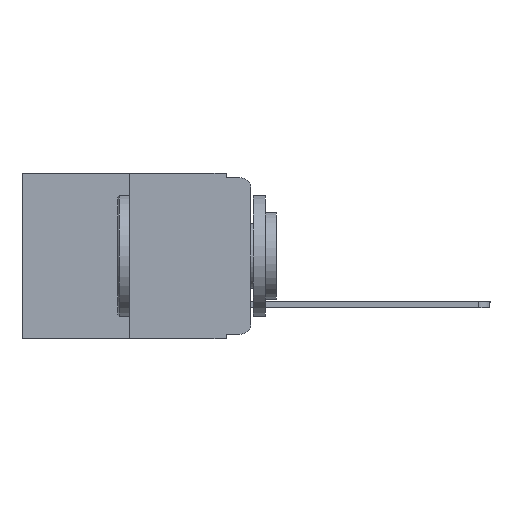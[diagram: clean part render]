
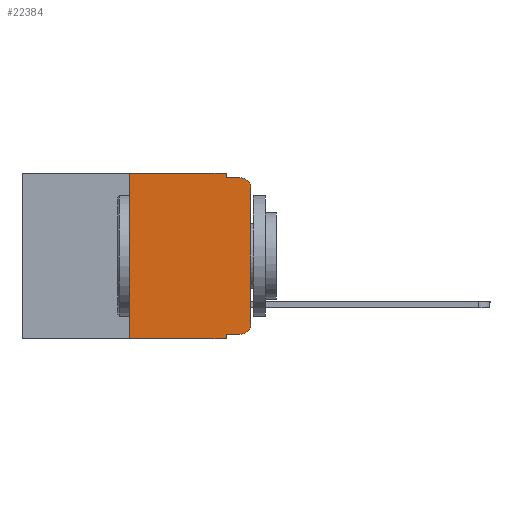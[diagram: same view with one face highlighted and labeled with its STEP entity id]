
A CAD part, left-side view. The second image highlights one B-rep face of the part: STEP entity #22384.
In plain terms, the highlighted planar face has unit normal (-1, 0, 0).
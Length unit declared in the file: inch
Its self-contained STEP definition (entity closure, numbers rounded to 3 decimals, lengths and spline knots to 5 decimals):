
#88 = EDGE_CURVE ( 'NONE', #21255, #17737, #20000, .T. ) ;
#432 = CARTESIAN_POINT ( 'NONE',  ( 0., 0.02, -0.313 ) ) ;
#456 = AXIS2_PLACEMENT_3D ( 'NONE', #432, #18036, #19690 ) ;
#459 = DIRECTION ( 'NONE',  ( 0., 0., -1. ) ) ;
#476 = VECTOR ( 'NONE', #6630, 39.37008 ) ;
#928 = VERTEX_POINT ( 'NONE', #11139 ) ;
#1160 = PLANE ( 'NONE',  #21232 ) ;
#1249 = LINE ( 'NONE', #15104, #5625 ) ;
#1307 = CARTESIAN_POINT ( 'NONE',  ( 0., 0.25, -0.343 ) ) ;
#2046 = ORIENTED_EDGE ( 'NONE', *, *, #17962, .T. ) ;
#2139 = VERTEX_POINT ( 'NONE', #11858 ) ;
#2155 = LINE ( 'NONE', #16015, #9545 ) ;
#2256 = DIRECTION ( 'NONE',  ( 0., 0., 1. ) ) ;
#3025 = CARTESIAN_POINT ( 'NONE',  ( 0., 0.051, -0.333 ) ) ;
#3038 = ORIENTED_EDGE ( 'NONE', *, *, #12932, .F. ) ;
#3181 = CARTESIAN_POINT ( 'NONE',  ( 0., 0.051, 0. ) ) ;
#3190 = EDGE_CURVE ( 'NONE', #928, #19988, #11539, .T. ) ;
#3786 = LINE ( 'NONE', #12642, #14065 ) ;
#4183 = AXIS2_PLACEMENT_3D ( 'NONE', #9793, #8079, #9900 ) ;
#4313 = ORIENTED_EDGE ( 'NONE', *, *, #3190, .F. ) ;
#4331 = DIRECTION ( 'NONE',  ( 0., -1., 0. ) ) ;
#4465 = CARTESIAN_POINT ( 'NONE',  ( 0., 0.473, 0. ) ) ;
#4525 = VECTOR ( 'NONE', #4331, 39.37008 ) ;
#4615 = VERTEX_POINT ( 'NONE', #3025 ) ;
#4709 = CARTESIAN_POINT ( 'NONE',  ( 0., 0., -0.313 ) ) ;
#4856 = CARTESIAN_POINT ( 'NONE',  ( 0., 0.051, 0. ) ) ;
#4886 = VECTOR ( 'NONE', #15581, 39.37008 ) ;
#5215 = CARTESIAN_POINT ( 'NONE',  ( 0., 0.02, -0.333 ) ) ;
#5248 = VERTEX_POINT ( 'NONE', #15594 ) ;
#5625 = VECTOR ( 'NONE', #21996, 39.37008 ) ;
#6630 = DIRECTION ( 'NONE',  ( 0., -1., 0. ) ) ;
#6684 = VECTOR ( 'NONE', #8487, 39.37008 ) ;
#6786 = CARTESIAN_POINT ( 'NONE',  ( 0., 0.02, -0.01 ) ) ;
#7046 = EDGE_CURVE ( 'NONE', #4615, #21255, #12840, .T. ) ;
#7126 = VERTEX_POINT ( 'NONE', #10917 ) ;
#7998 = DIRECTION ( 'NONE',  ( 0., 0., -1. ) ) ;
#8079 = DIRECTION ( 'NONE',  ( -1., 0., 0. ) ) ;
#8487 = DIRECTION ( 'NONE',  ( 0., 0., -1. ) ) ;
#8670 = CARTESIAN_POINT ( 'NONE',  ( 0., 0.051, -0.01 ) ) ;
#9545 = VECTOR ( 'NONE', #459, 39.37008 ) ;
#9793 = CARTESIAN_POINT ( 'NONE',  ( 0., 0.02, -0.03 ) ) ;
#9900 = DIRECTION ( 'NONE',  ( 0., 0., -1. ) ) ;
#10221 = EDGE_CURVE ( 'NONE', #4615, #7126, #2155, .T. ) ;
#10424 = LINE ( 'NONE', #4856, #6684 ) ;
#10917 = CARTESIAN_POINT ( 'NONE',  ( 0., 0.051, -0.343 ) ) ;
#11139 = CARTESIAN_POINT ( 'NONE',  ( 0., 0.25, 0. ) ) ;
#11258 = VECTOR ( 'NONE', #2256, 39.37008 ) ;
#11520 = FACE_OUTER_BOUND ( 'NONE', #16896, .T. ) ;
#11539 = LINE ( 'NONE', #18448, #476 ) ;
#11858 = CARTESIAN_POINT ( 'NONE',  ( 0., 0.051, -0.01 ) ) ;
#12642 = CARTESIAN_POINT ( 'NONE',  ( 0., 0.473, -0.343 ) ) ;
#12750 = DIRECTION ( 'NONE',  ( 0., -1., 0. ) ) ;
#12840 = LINE ( 'NONE', #14200, #4525 ) ;
#12932 = EDGE_CURVE ( 'NONE', #19988, #2139, #10424, .T. ) ;
#13453 = EDGE_CURVE ( 'NONE', #2139, #14340, #22350, .T. ) ;
#13606 = CIRCLE ( 'NONE', #4183, 0.02 ) ;
#13756 = EDGE_CURVE ( 'NONE', #5248, #14340, #13606, .T. ) ;
#13791 = EDGE_CURVE ( 'NONE', #15998, #928, #1249, .T. ) ;
#14065 = VECTOR ( 'NONE', #12750, 39.37008 ) ;
#14091 = ORIENTED_EDGE ( 'NONE', *, *, #13756, .T. ) ;
#14179 = LINE ( 'NONE', #17812, #11258 ) ;
#14200 = CARTESIAN_POINT ( 'NONE',  ( 0., 0.051, -0.333 ) ) ;
#14316 = ORIENTED_EDGE ( 'NONE', *, *, #13453, .F. ) ;
#14340 = VERTEX_POINT ( 'NONE', #6786 ) ;
#15104 = CARTESIAN_POINT ( 'NONE',  ( 0., 0.25, 0. ) ) ;
#15581 = DIRECTION ( 'NONE',  ( 0., -1., 0. ) ) ;
#15594 = CARTESIAN_POINT ( 'NONE',  ( 0., 0., -0.03 ) ) ;
#15998 = VERTEX_POINT ( 'NONE', #1307 ) ;
#16015 = CARTESIAN_POINT ( 'NONE',  ( 0., 0.051, 0. ) ) ;
#16644 = DIRECTION ( 'NONE',  ( 1., 0., 0. ) ) ;
#16896 = EDGE_LOOP ( 'NONE', ( #18433, #14091, #14316, #3038, #4313, #17901, #2046, #21289, #18177, #22213 ) ) ;
#17737 = VERTEX_POINT ( 'NONE', #4709 ) ;
#17812 = CARTESIAN_POINT ( 'NONE',  ( 0., 0., 0. ) ) ;
#17901 = ORIENTED_EDGE ( 'NONE', *, *, #13791, .F. ) ;
#17962 = EDGE_CURVE ( 'NONE', #15998, #7126, #3786, .T. ) ;
#18036 = DIRECTION ( 'NONE',  ( -1., 0., 0. ) ) ;
#18177 = ORIENTED_EDGE ( 'NONE', *, *, #7046, .T. ) ;
#18433 = ORIENTED_EDGE ( 'NONE', *, *, #20067, .T. ) ;
#18448 = CARTESIAN_POINT ( 'NONE',  ( 0., 0.473, 0. ) ) ;
#19690 = DIRECTION ( 'NONE',  ( 0., 0., -1. ) ) ;
#19988 = VERTEX_POINT ( 'NONE', #3181 ) ;
#20000 = CIRCLE ( 'NONE', #456, 0.02 ) ;
#20067 = EDGE_CURVE ( 'NONE', #17737, #5248, #14179, .T. ) ;
#21232 = AXIS2_PLACEMENT_3D ( 'NONE', #4465, #16644, #7998 ) ;
#21255 = VERTEX_POINT ( 'NONE', #5215 ) ;
#21289 = ORIENTED_EDGE ( 'NONE', *, *, #10221, .F. ) ;
#21996 = DIRECTION ( 'NONE',  ( 0., 0., 1. ) ) ;
#22213 = ORIENTED_EDGE ( 'NONE', *, *, #88, .T. ) ;
#22350 = LINE ( 'NONE', #8670, #4886 ) ;
#22384 = ADVANCED_FACE ( 'NONE', ( #11520 ), #1160, .F. ) ;
